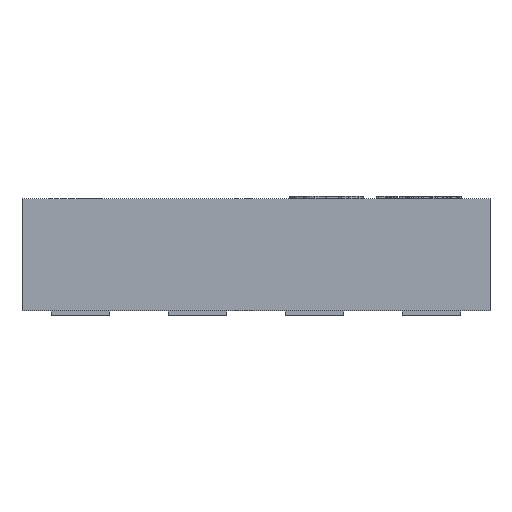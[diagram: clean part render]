
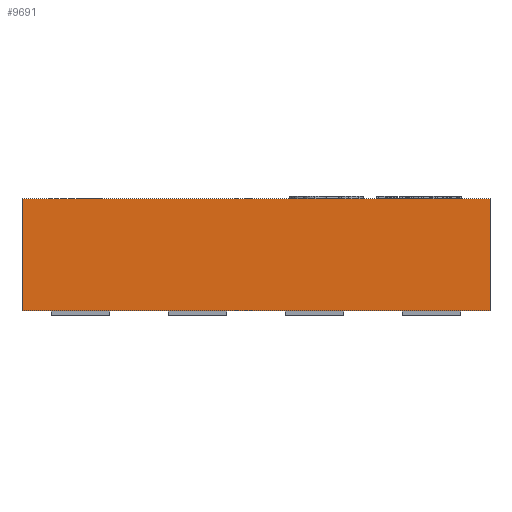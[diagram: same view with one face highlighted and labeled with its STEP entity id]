
A CAD part, front view. The second image highlights one B-rep face of the part: STEP entity #9691.
In plain terms, the highlighted planar face has unit normal (0, -1, 0).
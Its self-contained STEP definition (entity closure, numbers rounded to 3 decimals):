
#221 = CARTESIAN_POINT ( 'NONE',  ( -1., -1.5, 0.48 ) ) ;
#336 = CARTESIAN_POINT ( 'NONE',  ( 1., -1.5, 0.48 ) ) ;
#653 = VERTEX_POINT ( 'NONE', #7724 ) ;
#675 = VERTEX_POINT ( 'NONE', #3782 ) ;
#795 = ORIENTED_EDGE ( 'NONE', *, *, #3498, .T. ) ;
#1057 = DIRECTION ( 'NONE',  ( 1., 0., 0. ) ) ;
#1238 = VERTEX_POINT ( 'NONE', #7708 ) ;
#1479 = PLANE ( 'NONE',  #9415 ) ;
#1826 = VECTOR ( 'NONE', #9665, 1000. ) ;
#2594 = FACE_OUTER_BOUND ( 'NONE', #4478, .T. ) ;
#2651 = LINE ( 'NONE', #221, #1826 ) ;
#3498 = EDGE_CURVE ( 'NONE', #675, #1238, #2651, .T. ) ;
#3782 = CARTESIAN_POINT ( 'NONE',  ( -1., -1.5, 0.48 ) ) ;
#4448 = EDGE_CURVE ( 'NONE', #11694, #653, #9812, .T. ) ;
#4478 = EDGE_LOOP ( 'NONE', ( #12747, #9827, #7316, #795 ) ) ;
#4988 = VECTOR ( 'NONE', #1057, 1000. ) ;
#5217 = VECTOR ( 'NONE', #7582, 1000. ) ;
#5477 = EDGE_CURVE ( 'NONE', #675, #11694, #6316, .T. ) ;
#5980 = DIRECTION ( 'NONE',  ( 0., 1., 0. ) ) ;
#6316 = LINE ( 'NONE', #10393, #5217 ) ;
#6854 = CARTESIAN_POINT ( 'NONE',  ( 1., -1.5, 0.48 ) ) ;
#6926 = DIRECTION ( 'NONE',  ( 0., 0., -1. ) ) ;
#7316 = ORIENTED_EDGE ( 'NONE', *, *, #5477, .F. ) ;
#7582 = DIRECTION ( 'NONE',  ( 1., 0., 0. ) ) ;
#7708 = CARTESIAN_POINT ( 'NONE',  ( -1., -1.5, 0. ) ) ;
#7724 = CARTESIAN_POINT ( 'NONE',  ( 1., -1.5, 0. ) ) ;
#7960 = CARTESIAN_POINT ( 'NONE',  ( -1., -1.5, 0. ) ) ;
#8447 = EDGE_CURVE ( 'NONE', #1238, #653, #11179, .T. ) ;
#9415 = AXIS2_PLACEMENT_3D ( 'NONE', #11938, #5980, #9739 ) ;
#9594 = VECTOR ( 'NONE', #6926, 1000. ) ;
#9665 = DIRECTION ( 'NONE',  ( 0., 0., -1. ) ) ;
#9691 = ADVANCED_FACE ( 'NONE', ( #2594 ), #1479, .F. ) ;
#9739 = DIRECTION ( 'NONE',  ( 0., 0., 1. ) ) ;
#9812 = LINE ( 'NONE', #6854, #9594 ) ;
#9827 = ORIENTED_EDGE ( 'NONE', *, *, #4448, .F. ) ;
#10393 = CARTESIAN_POINT ( 'NONE',  ( -1., -1.5, 0.48 ) ) ;
#11179 = LINE ( 'NONE', #7960, #4988 ) ;
#11694 = VERTEX_POINT ( 'NONE', #336 ) ;
#11938 = CARTESIAN_POINT ( 'NONE',  ( -1., -1.5, 0.48 ) ) ;
#12747 = ORIENTED_EDGE ( 'NONE', *, *, #8447, .T. ) ;
